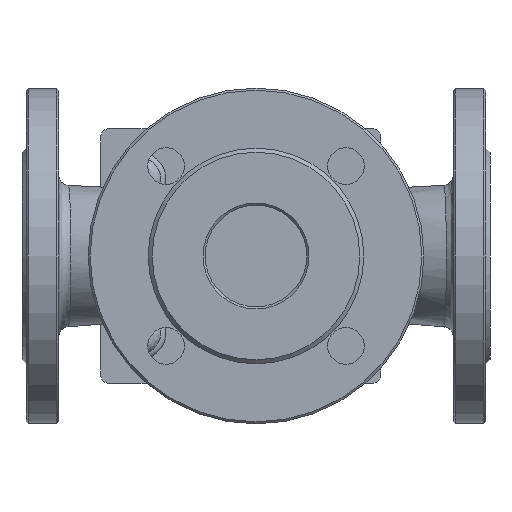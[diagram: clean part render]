
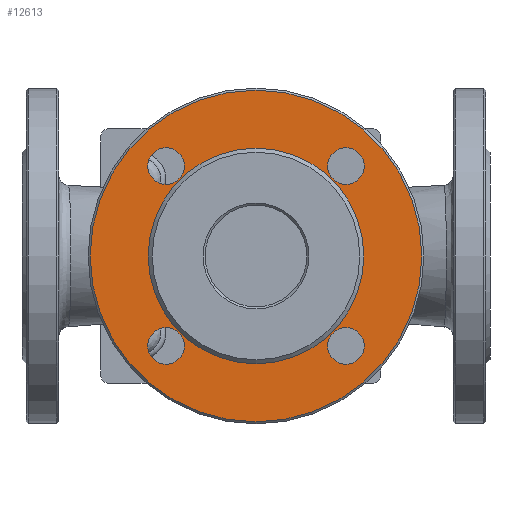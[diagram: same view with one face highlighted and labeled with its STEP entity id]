
A CAD part, front view. The second image highlights one B-rep face of the part: STEP entity #12613.
In plain terms, the highlighted planar face has unit normal (0, -1, 0).
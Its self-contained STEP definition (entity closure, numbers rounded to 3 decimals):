
#308=FACE_BOUND('',#4111,.T.);
#309=FACE_BOUND('',#4112,.T.);
#310=FACE_BOUND('',#4113,.T.);
#311=FACE_BOUND('',#4114,.T.);
#312=FACE_BOUND('',#4115,.T.);
#388=PLANE('',#13534);
#3399=FACE_OUTER_BOUND('',#4110,.T.);
#4110=EDGE_LOOP('',(#8802));
#4111=EDGE_LOOP('',(#8803));
#4112=EDGE_LOOP('',(#8804));
#4113=EDGE_LOOP('',(#8805));
#4114=EDGE_LOOP('',(#8806));
#4115=EDGE_LOOP('',(#8807));
#4812=CIRCLE('',#13533,81.5);
#4813=CIRCLE('',#13535,53.);
#4814=CIRCLE('',#13536,9.);
#4815=CIRCLE('',#13537,9.);
#4816=CIRCLE('',#13538,9.);
#4817=CIRCLE('',#13539,9.);
#5396=VERTEX_POINT('',#20512);
#5397=VERTEX_POINT('',#20516);
#5398=VERTEX_POINT('',#20518);
#5399=VERTEX_POINT('',#20520);
#5400=VERTEX_POINT('',#20522);
#5401=VERTEX_POINT('',#20524);
#6682=EDGE_CURVE('',#5396,#5396,#4812,.T.);
#6683=EDGE_CURVE('',#5397,#5397,#4813,.T.);
#6684=EDGE_CURVE('',#5398,#5398,#4814,.T.);
#6685=EDGE_CURVE('',#5399,#5399,#4815,.T.);
#6686=EDGE_CURVE('',#5400,#5400,#4816,.T.);
#6687=EDGE_CURVE('',#5401,#5401,#4817,.T.);
#8802=ORIENTED_EDGE('',*,*,#6682,.F.);
#8803=ORIENTED_EDGE('',*,*,#6683,.F.);
#8804=ORIENTED_EDGE('',*,*,#6684,.F.);
#8805=ORIENTED_EDGE('',*,*,#6685,.F.);
#8806=ORIENTED_EDGE('',*,*,#6686,.F.);
#8807=ORIENTED_EDGE('',*,*,#6687,.F.);
#12613=ADVANCED_FACE('',(#3399,#308,#309,#310,#311,#312),#388,.F.);
#13533=AXIS2_PLACEMENT_3D('',#20514,#15005,#15006);
#13534=AXIS2_PLACEMENT_3D('',#20515,#15007,#15008);
#13535=AXIS2_PLACEMENT_3D('',#20517,#15009,#15010);
#13536=AXIS2_PLACEMENT_3D('',#20519,#15011,#15012);
#13537=AXIS2_PLACEMENT_3D('',#20521,#15013,#15014);
#13538=AXIS2_PLACEMENT_3D('',#20523,#15015,#15016);
#13539=AXIS2_PLACEMENT_3D('',#20525,#15017,#15018);
#15005=DIRECTION('center_axis',(0.,1.,0.));
#15006=DIRECTION('ref_axis',(0.,0.,-1.));
#15007=DIRECTION('center_axis',(0.,1.,0.));
#15008=DIRECTION('ref_axis',(0.,0.,1.));
#15009=DIRECTION('center_axis',(0.,-1.,0.));
#15010=DIRECTION('ref_axis',(-1.,0.,0.));
#15011=DIRECTION('center_axis',(0.,-1.,0.));
#15012=DIRECTION('ref_axis',(0.,0.,-1.));
#15013=DIRECTION('center_axis',(0.,-1.,0.));
#15014=DIRECTION('ref_axis',(0.,0.,-1.));
#15015=DIRECTION('center_axis',(0.,-1.,0.));
#15016=DIRECTION('ref_axis',(0.,0.,-1.));
#15017=DIRECTION('center_axis',(0.,-1.,0.));
#15018=DIRECTION('ref_axis',(0.,0.,-1.));
#20512=CARTESIAN_POINT('',(0.,-118.,81.5));
#20514=CARTESIAN_POINT('Origin',(0.,-118.,0.));
#20515=CARTESIAN_POINT('Origin',(0.,-118.,0.));
#20516=CARTESIAN_POINT('',(53.,-118.,0.));
#20517=CARTESIAN_POINT('Origin',(0.,-118.,0.));
#20518=CARTESIAN_POINT('',(44.194,-118.,53.194));
#20519=CARTESIAN_POINT('Origin',(44.194,-118.,44.194));
#20520=CARTESIAN_POINT('',(44.194,-118.,-35.194));
#20521=CARTESIAN_POINT('Origin',(44.194,-118.,-44.194));
#20522=CARTESIAN_POINT('',(-44.194,-118.,-35.194));
#20523=CARTESIAN_POINT('Origin',(-44.194,-118.,-44.194));
#20524=CARTESIAN_POINT('',(-44.194,-118.,53.194));
#20525=CARTESIAN_POINT('Origin',(-44.194,-118.,44.194));
